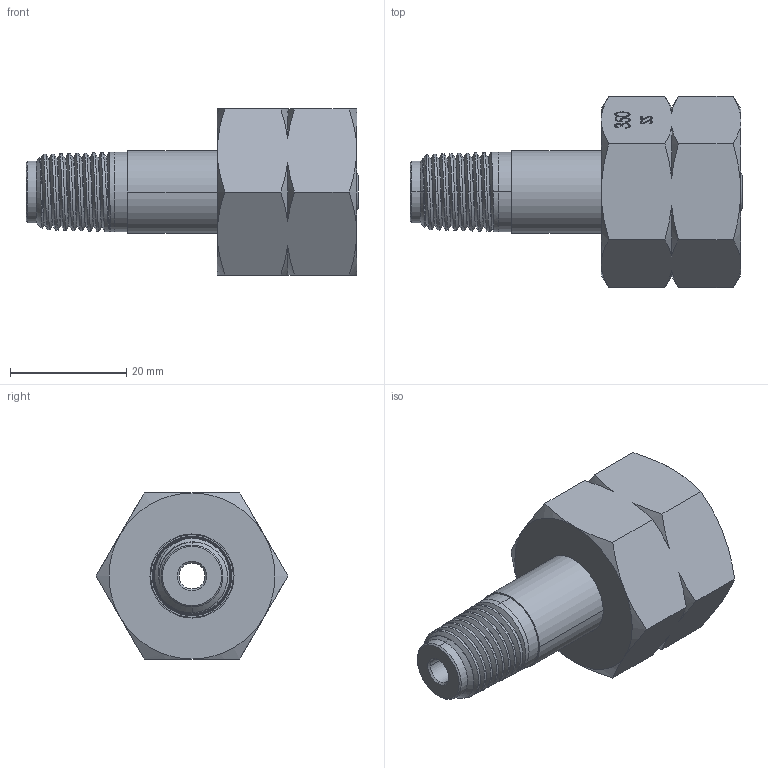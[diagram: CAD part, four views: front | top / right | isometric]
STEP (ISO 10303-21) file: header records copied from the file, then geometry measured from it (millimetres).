
FILE_DESCRIPTION (( 'STEP AP203' ), '1' );
FILE_NAME ('INL-350SS-4M-36.STEP', '2025-09-02T14:12:01', ( '' ), ( '' ), 'SwSTEP 2.0', 'SolidWorks 2018', '' );
FILE_SCHEMA (( 'CONFIG_CONTROL_DESIGN' ));
Length unit declared in the file: inch
Products named in the file (3): INL-350SS-4M-36; PRT-000826; PRT-000078_Default<As Machined>
Assembly tree (2 placements, depth 2):
  INL-350SS-4M-36
    PRT-000078_Default<As Machined>
    PRT-000826
Bounding box: 57.15 x 33 x 28.57 mm (x, y, z)
Volume: 17529.5 mm3; surface area: 9052.7 mm2
Topology: 2 solids, 2 shells, 203 faces, 631 edges, 440 vertices
Faces by surface type: bspline 67, cone 58, plane 39, cylinder 31, torus 6, sphere 2
Entity records: 18591 total; most frequent: CARTESIAN_POINT 13435, ORIENTED_EDGE 1254, DIRECTION 650, EDGE_CURVE 627, VERTEX_POINT 438, B_SPLINE_CURVE_WITH_KNOTS 351, AXIS2_PLACEMENT_3D 233, EDGE_LOOP 217
